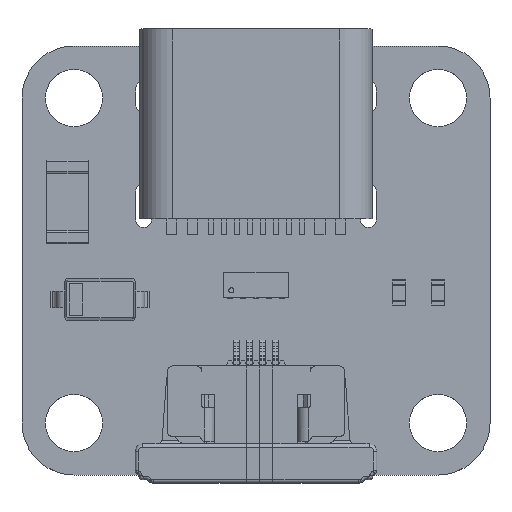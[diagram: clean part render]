
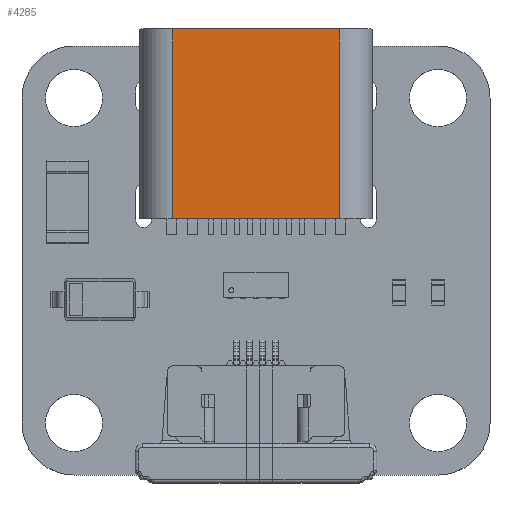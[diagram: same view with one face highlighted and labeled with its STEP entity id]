
A CAD part, top view. The second image highlights one B-rep face of the part: STEP entity #4285.
In plain terms, the highlighted face is planar.
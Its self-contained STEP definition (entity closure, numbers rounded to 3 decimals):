
#1527 = VERTEX_POINT('',#1528);
#1528 = CARTESIAN_POINT('',(1.255,3.21,-7.3));
#1535 = EDGE_CURVE('',#1527,#1536,#1538,.T.);
#1536 = VERTEX_POINT('',#1537);
#1537 = CARTESIAN_POINT('',(7.685,3.21,-7.3));
#1538 = LINE('',#1539,#1540);
#1539 = CARTESIAN_POINT('',(8.94,3.21,-7.3));
#1540 = VECTOR('',#1541,1.);
#1541 = DIRECTION('',(1.,0.,0.));
#4093 = VERTEX_POINT('',#4094);
#4094 = CARTESIAN_POINT('',(7.685,3.21,0.));
#4101 = EDGE_CURVE('',#4093,#4102,#4104,.T.);
#4102 = VERTEX_POINT('',#4103);
#4103 = CARTESIAN_POINT('',(1.255,3.21,0.));
#4104 = LINE('',#4105,#4106);
#4105 = CARTESIAN_POINT('',(8.94,3.21,0.));
#4106 = VECTOR('',#4107,1.);
#4107 = DIRECTION('',(-1.,0.,0.));
#4143 = EDGE_CURVE('',#1536,#4093,#4144,.T.);
#4144 = LINE('',#4145,#4146);
#4145 = CARTESIAN_POINT('',(7.685,3.21,0.));
#4146 = VECTOR('',#4147,1.);
#4147 = DIRECTION('',(0.,0.,1.));
#4162 = EDGE_CURVE('',#4102,#1527,#4163,.T.);
#4163 = LINE('',#4164,#4165);
#4164 = CARTESIAN_POINT('',(1.255,3.21,0.));
#4165 = VECTOR('',#4166,1.);
#4166 = DIRECTION('',(0.,0.,-1.));
#4285 = ADVANCED_FACE('',(#4286),#4292,.T.);
#4286 = FACE_BOUND('',#4287,.T.);
#4287 = EDGE_LOOP('',(#4288,#4289,#4290,#4291));
#4288 = ORIENTED_EDGE('',*,*,#4143,.F.);
#4289 = ORIENTED_EDGE('',*,*,#1535,.F.);
#4290 = ORIENTED_EDGE('',*,*,#4162,.F.);
#4291 = ORIENTED_EDGE('',*,*,#4101,.F.);
#4292 = PLANE('',#4293);
#4293 = AXIS2_PLACEMENT_3D('',#4294,#4295,#4296);
#4294 = CARTESIAN_POINT('',(0.,3.21,0.));
#4295 = DIRECTION('',(0.,1.,0.));
#4296 = DIRECTION('',(1.,0.,0.));
